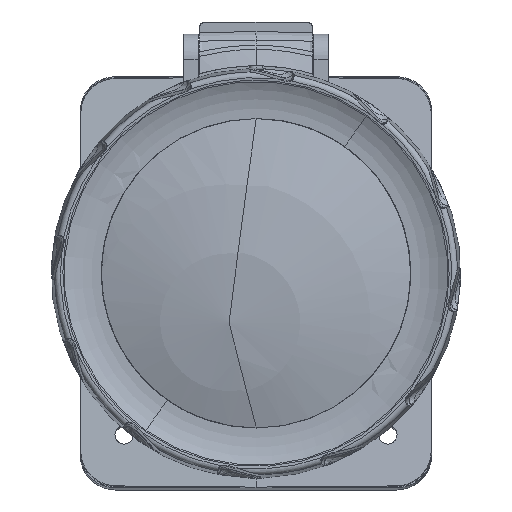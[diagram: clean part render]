
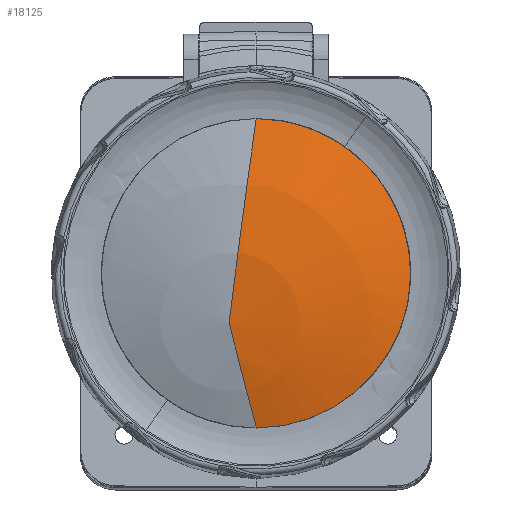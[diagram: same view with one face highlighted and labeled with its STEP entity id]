
A CAD part, front view. The second image highlights one B-rep face of the part: STEP entity #18125.
In plain terms, the highlighted spherical face has radius 117.911 mm.
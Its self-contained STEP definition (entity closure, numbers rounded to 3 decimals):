
#55=CARTESIAN_POINT('',(0.,102.19,0.));
#56=DIRECTION('',(0.991,-0.04,-0.128));
#57=DIRECTION('',(0.,-0.954,0.299));
#58=AXIS2_PLACEMENT_3D('',#55,#56,#57);
#60=CARTESIAN_POINT('',(0.,102.19,0.));
#61=DIRECTION('',(0.969,-0.073,0.237));
#62=DIRECTION('',(-0.052,-0.994,-0.095));
#63=AXIS2_PLACEMENT_3D('',#60,#61,#62);
#65=CARTESIAN_POINT('',(0.,-10.34,0.));
#66=DIRECTION('',(0.,1.,0.));
#67=DIRECTION('',(0.001,0.,1.));
#68=AXIS2_PLACEMENT_3D('',#65,#66,#67);
#15060=CARTESIAN_POINT('',(0.049,-10.34,
35.215));
#15061=CARTESIAN_POINT('',(0.093,-10.34,
-35.215));
#15062=VERTEX_POINT('',#15060);
#15063=VERTEX_POINT('',#15061);
#15068=CARTESIAN_POINT('',(-6.129,-15.026,
-11.219));
#15069=VERTEX_POINT('',#15068);
#18115=CARTESIAN_POINT('',(0.,102.19,0.));
#18116=DIRECTION('',(0.052,0.994,0.095));
#18117=DIRECTION('',(-0.477,0.108,-0.872));
#18118=AXIS2_PLACEMENT_3D('',#18115,#18116,#18117);
#18119=SPHERICAL_SURFACE('',#18118,117.911);
#18120=ORIENTED_EDGE('',*,*,#18092,.T.);
#18121=ORIENTED_EDGE('',*,*,#18110,.F.);
#18122=ORIENTED_EDGE('',*,*,#18108,.F.);
#18123=EDGE_LOOP('',(#18120,#18121,#18122));
#18124=FACE_OUTER_BOUND('',#18123,.F.);
#18125=ADVANCED_FACE('',(#18124),#18119,.T.);
#59=CIRCLE('',#58,117.911);
#64=CIRCLE('',#63,117.911);
#69=CIRCLE('',#68,35.215);
#18092=EDGE_CURVE('',#15062,#15063,#69,.T.);
#18108=EDGE_CURVE('',#15062,#15069,#59,.T.);
#18110=EDGE_CURVE('',#15069,#15063,#64,.T.);
